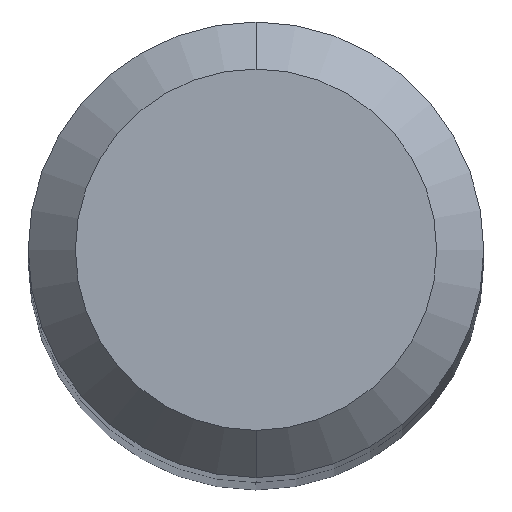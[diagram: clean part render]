
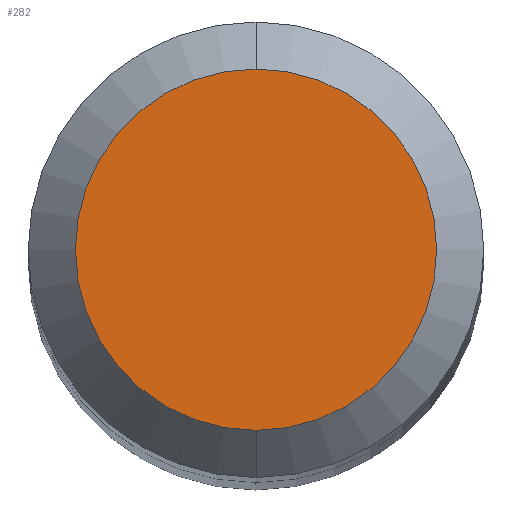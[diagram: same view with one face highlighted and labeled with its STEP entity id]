
A CAD part, top view. The second image highlights one B-rep face of the part: STEP entity #282.
In plain terms, the highlighted planar face has unit normal (0, 0, 1).
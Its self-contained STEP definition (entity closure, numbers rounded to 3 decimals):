
#8 = FACE_OUTER_BOUND ( 'NONE', #35, .T. ) ;
#19 = EDGE_CURVE ( 'NONE', #26, #208, #209, .T. ) ;
#26 = VERTEX_POINT ( 'NONE', #98 ) ;
#31 = CARTESIAN_POINT ( 'NONE',  ( 0., 0., 93. ) ) ;
#32 = CARTESIAN_POINT ( 'NONE',  ( 0., -2.3, 93. ) ) ;
#35 = EDGE_LOOP ( 'NONE', ( #289, #153 ) ) ;
#56 = AXIS2_PLACEMENT_3D ( 'NONE', #326, #325, #65 ) ;
#59 = EDGE_CURVE ( 'NONE', #208, #26, #298, .T. ) ;
#65 = DIRECTION ( 'NONE',  ( 0., 1., 0. ) ) ;
#68 = CARTESIAN_POINT ( 'NONE',  ( 0., 0., 93. ) ) ;
#98 = CARTESIAN_POINT ( 'NONE',  ( 0., 2.3, 93. ) ) ;
#114 = PLANE ( 'NONE',  #56 ) ;
#153 = ORIENTED_EDGE ( 'NONE', *, *, #59, .F. ) ;
#161 = DIRECTION ( 'NONE',  ( 0., 1., 0. ) ) ;
#208 = VERTEX_POINT ( 'NONE', #32 ) ;
#209 = CIRCLE ( 'NONE', #312, 2.3 ) ;
#258 = AXIS2_PLACEMENT_3D ( 'NONE', #31, #297, #161 ) ;
#282 = ADVANCED_FACE ( 'NONE', ( #8 ), #114, .F. ) ;
#286 = DIRECTION ( 'NONE',  ( 0., 0., -1. ) ) ;
#289 = ORIENTED_EDGE ( 'NONE', *, *, #19, .F. ) ;
#297 = DIRECTION ( 'NONE',  ( 0., 0., -1. ) ) ;
#298 = CIRCLE ( 'NONE', #258, 2.3 ) ;
#312 = AXIS2_PLACEMENT_3D ( 'NONE', #68, #286, #315 ) ;
#315 = DIRECTION ( 'NONE',  ( 0., 1., 0. ) ) ;
#325 = DIRECTION ( 'NONE',  ( 0., 0., -1. ) ) ;
#326 = CARTESIAN_POINT ( 'NONE',  ( 0., 0., 93. ) ) ;
